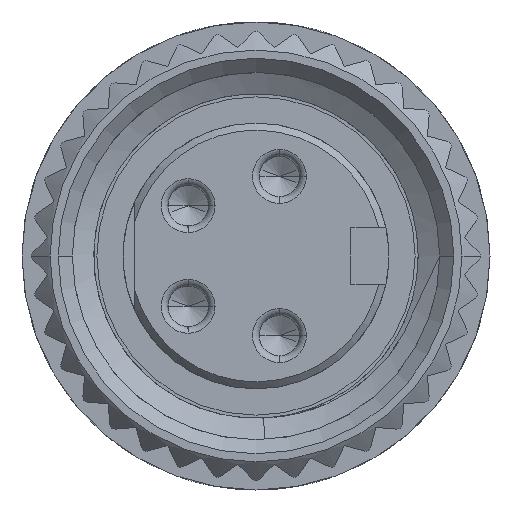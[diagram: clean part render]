
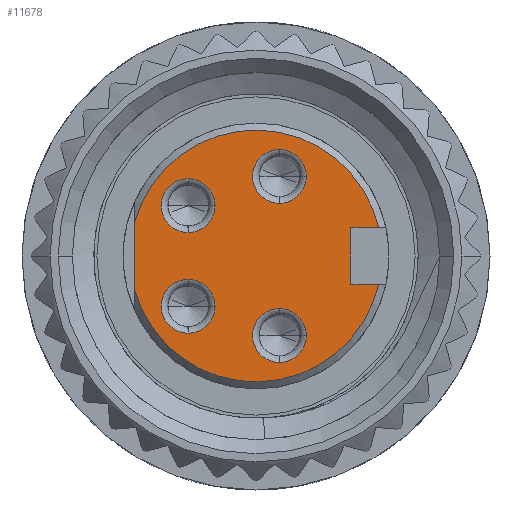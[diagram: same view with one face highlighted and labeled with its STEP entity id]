
A CAD part, front view. The second image highlights one B-rep face of the part: STEP entity #11678.
In plain terms, the highlighted planar face has unit normal (0, -1, 0).
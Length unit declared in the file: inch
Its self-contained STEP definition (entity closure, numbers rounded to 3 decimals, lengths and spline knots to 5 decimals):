
#1=DIRECTION('',(0.,0.,1.));
#2=VECTOR('',#1,0.05722);
#3=CARTESIAN_POINT('',(-0.10197,-0.20079,
-0.02861));
#4=LINE('',#3,#2);
#5=DIRECTION('',(-1.,0.,0.));
#6=VECTOR('',#5,0.02344);
#7=CARTESIAN_POINT('',(0.10324,-0.20079,0.02362));
#8=LINE('',#7,#6);
#9=DIRECTION('',(0.,0.,-1.));
#10=VECTOR('',#9,0.04724);
#11=CARTESIAN_POINT('',(0.0798,-0.20079,
0.02362));
#12=LINE('',#11,#10);
#13=DIRECTION('',(-1.,0.,0.));
#14=VECTOR('',#13,0.02344);
#15=CARTESIAN_POINT('',(0.10324,-0.20079,
-0.02362));
#16=LINE('',#15,#14);
#17=CARTESIAN_POINT('',(-0.05709,-0.20079,
0.04232));
#18=DIRECTION('',(0.,1.,0.));
#19=DIRECTION('',(0.,0.,-1.));
#20=AXIS2_PLACEMENT_3D('',#17,#18,#19);
#22=CARTESIAN_POINT('',(-0.05709,-0.20079,
0.04232));
#23=DIRECTION('',(0.,1.,0.));
#24=DIRECTION('',(0.,0.,1.));
#25=AXIS2_PLACEMENT_3D('',#22,#23,#24);
#27=CARTESIAN_POINT('',(0.01969,-0.20079,
-0.06693));
#28=DIRECTION('',(0.,1.,0.));
#29=DIRECTION('',(0.,0.,-1.));
#30=AXIS2_PLACEMENT_3D('',#27,#28,#29);
#32=CARTESIAN_POINT('',(0.01969,-0.20079,
-0.06693));
#33=DIRECTION('',(0.,1.,0.));
#34=DIRECTION('',(0.,0.,1.));
#35=AXIS2_PLACEMENT_3D('',#32,#33,#34);
#37=CARTESIAN_POINT('',(0.01969,-0.20079,
0.06693));
#38=DIRECTION('',(0.,1.,0.));
#39=DIRECTION('',(0.,0.,-1.));
#40=AXIS2_PLACEMENT_3D('',#37,#38,#39);
#42=CARTESIAN_POINT('',(0.01969,-0.20079,
0.06693));
#43=DIRECTION('',(0.,1.,0.));
#44=DIRECTION('',(0.,0.,1.));
#45=AXIS2_PLACEMENT_3D('',#42,#43,#44);
#47=CARTESIAN_POINT('',(-0.05709,-0.20079,
-0.04232));
#48=DIRECTION('',(0.,1.,0.));
#49=DIRECTION('',(0.,0.,-1.));
#50=AXIS2_PLACEMENT_3D('',#47,#48,#49);
#52=CARTESIAN_POINT('',(-0.05709,-0.20079,
-0.04232));
#53=DIRECTION('',(0.,1.,0.));
#54=DIRECTION('',(0.,0.,1.));
#55=AXIS2_PLACEMENT_3D('',#52,#53,#54);
#64=CARTESIAN_POINT('',(0.,-0.20079,0.));
#65=DIRECTION('',(0.,-1.,0.));
#66=DIRECTION('',(-0.963,0.,-0.27));
#67=AXIS2_PLACEMENT_3D('',#64,#65,#66);
#69=CARTESIAN_POINT('',(0.10324,-0.20079,
-0.02362));
#89=CARTESIAN_POINT('',(0.10324,-0.20079,
0.02362));
#98=CARTESIAN_POINT('',(0.,-0.20079,0.));
#99=DIRECTION('',(0.,-1.,0.));
#100=DIRECTION('',(0.975,0.,0.223));
#101=AXIS2_PLACEMENT_3D('',#98,#99,#100);
#9947=CARTESIAN_POINT('',(-0.05709,-0.20079,
0.01969));
#9948=CARTESIAN_POINT('',(-0.05709,-0.20079,
0.06496));
#9949=VERTEX_POINT('',#9947);
#9950=VERTEX_POINT('',#9948);
#9951=CARTESIAN_POINT('',(0.01969,-0.20079,
-0.08957));
#9952=CARTESIAN_POINT('',(0.01969,-0.20079,
-0.04429));
#9953=VERTEX_POINT('',#9951);
#9954=VERTEX_POINT('',#9952);
#9955=CARTESIAN_POINT('',(0.01969,-0.20079,
0.04429));
#9956=CARTESIAN_POINT('',(0.01969,-0.20079,
0.08957));
#9957=VERTEX_POINT('',#9955);
#9958=VERTEX_POINT('',#9956);
#9959=CARTESIAN_POINT('',(-0.05709,-0.20079,
-0.06496));
#9960=CARTESIAN_POINT('',(-0.05709,-0.20079,
-0.01969));
#9961=VERTEX_POINT('',#9959);
#9962=VERTEX_POINT('',#9960);
#9999=CARTESIAN_POINT('',(0.0798,-0.20079,
0.02362));
#10000=CARTESIAN_POINT('',(0.0798,-0.20079,
-0.02362));
#10001=VERTEX_POINT('',#9999);
#10002=VERTEX_POINT('',#10000);
#10008=VERTEX_POINT('',#89);
#10011=VERTEX_POINT('',#69);
#10015=CARTESIAN_POINT('',(-0.10197,-0.20079,
-0.02861));
#10016=CARTESIAN_POINT('',(-0.10197,-0.20079,
0.02861));
#10017=VERTEX_POINT('',#10015);
#10018=VERTEX_POINT('',#10016);
#11635=CARTESIAN_POINT('',(0.,-0.20079,0.));
#11636=DIRECTION('',(0.,1.,0.));
#11637=DIRECTION('',(0.,0.,-1.));
#11638=AXIS2_PLACEMENT_3D('',#11635,#11636,#11637);
#11639=PLANE('',#11638);
#11641=ORIENTED_EDGE('',*,*,#11640,.T.);
#11643=ORIENTED_EDGE('',*,*,#11642,.F.);
#11645=ORIENTED_EDGE('',*,*,#11644,.T.);
#11647=ORIENTED_EDGE('',*,*,#11646,.T.);
#11649=ORIENTED_EDGE('',*,*,#11648,.F.);
#11651=ORIENTED_EDGE('',*,*,#11650,.F.);
#11652=EDGE_LOOP('',(#11641,#11643,#11645,#11647,#11649,#11651));
#11653=FACE_OUTER_BOUND('',#11652,.F.);
#11655=ORIENTED_EDGE('',*,*,#11654,.F.);
#11657=ORIENTED_EDGE('',*,*,#11656,.F.);
#11658=EDGE_LOOP('',(#11655,#11657));
#11659=FACE_BOUND('',#11658,.F.);
#11661=ORIENTED_EDGE('',*,*,#11660,.F.);
#11663=ORIENTED_EDGE('',*,*,#11662,.F.);
#11664=EDGE_LOOP('',(#11661,#11663));
#11665=FACE_BOUND('',#11664,.F.);
#11667=ORIENTED_EDGE('',*,*,#11666,.F.);
#11669=ORIENTED_EDGE('',*,*,#11668,.F.);
#11670=EDGE_LOOP('',(#11667,#11669));
#11671=FACE_BOUND('',#11670,.F.);
#11673=ORIENTED_EDGE('',*,*,#11672,.F.);
#11675=ORIENTED_EDGE('',*,*,#11674,.F.);
#11676=EDGE_LOOP('',(#11673,#11675));
#11677=FACE_BOUND('',#11676,.F.);
#11678=ADVANCED_FACE('',(#11653,#11659,#11665,#11671,#11677),#11639,.F.);
#21=CIRCLE('',#20,0.02264);
#26=CIRCLE('',#25,0.02264);
#31=CIRCLE('',#30,0.02264);
#36=CIRCLE('',#35,0.02264);
#41=CIRCLE('',#40,0.02264);
#46=CIRCLE('',#45,0.02264);
#51=CIRCLE('',#50,0.02264);
#56=CIRCLE('',#55,0.02264);
#68=CIRCLE('',#67,0.10591);
#102=CIRCLE('',#101,0.10591);
#11640=EDGE_CURVE('',#10017,#10018,#4,.T.);
#11642=EDGE_CURVE('',#10008,#10018,#102,.T.);
#11644=EDGE_CURVE('',#10008,#10001,#8,.T.);
#11646=EDGE_CURVE('',#10001,#10002,#12,.T.);
#11648=EDGE_CURVE('',#10011,#10002,#16,.T.);
#11650=EDGE_CURVE('',#10017,#10011,#68,.T.);
#11654=EDGE_CURVE('',#9949,#9950,#21,.T.);
#11656=EDGE_CURVE('',#9950,#9949,#26,.T.);
#11660=EDGE_CURVE('',#9953,#9954,#31,.T.);
#11662=EDGE_CURVE('',#9954,#9953,#36,.T.);
#11666=EDGE_CURVE('',#9957,#9958,#41,.T.);
#11668=EDGE_CURVE('',#9958,#9957,#46,.T.);
#11672=EDGE_CURVE('',#9961,#9962,#51,.T.);
#11674=EDGE_CURVE('',#9962,#9961,#56,.T.);
